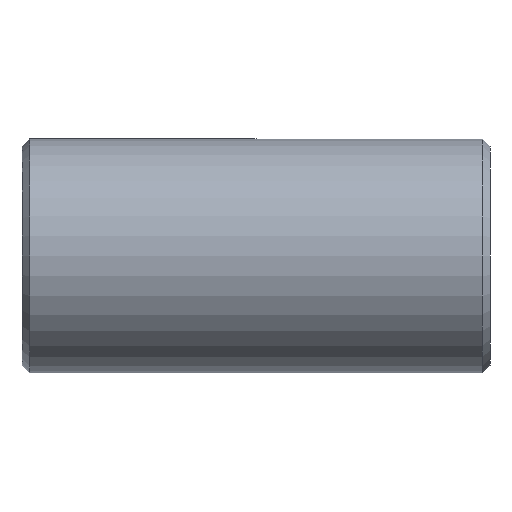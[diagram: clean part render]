
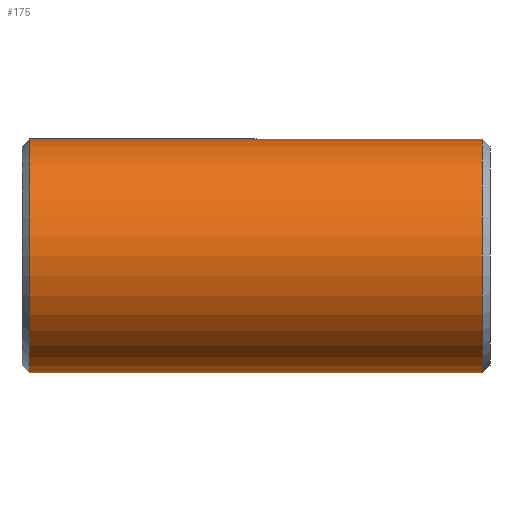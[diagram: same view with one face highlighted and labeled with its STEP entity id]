
A CAD part, left-side view. The second image highlights one B-rep face of the part: STEP entity #175.
In plain terms, the highlighted cylindrical face has radius 7.5 mm (diameter 15 mm), a partial arc.
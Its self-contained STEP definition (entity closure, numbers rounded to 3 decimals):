
#13 = VERTEX_POINT ( 'NONE', #139 ) ;
#17 = VERTEX_POINT ( 'NONE', #74 ) ;
#25 = VERTEX_POINT ( 'NONE', #95 ) ;
#26 = EDGE_CURVE ( 'NONE', #13, #31, #158, .T. ) ;
#31 = VERTEX_POINT ( 'NONE', #112 ) ;
#49 = EDGE_CURVE ( 'NONE', #17, #25, #242, .T. ) ;
#74 = CARTESIAN_POINT ( 'NONE',  ( 0., -14.5, 7.5 ) ) ;
#95 = CARTESIAN_POINT ( 'NONE',  ( 0., 14.5, 7.5 ) ) ;
#96 = ORIENTED_EDGE ( 'NONE', *, *, #189, .F. ) ;
#112 = CARTESIAN_POINT ( 'NONE',  ( 0., 14.5, -7.5 ) ) ;
#118 = EDGE_LOOP ( 'NONE', ( #119, #120, #188, #96 ) ) ;
#119 = ORIENTED_EDGE ( 'NONE', *, *, #26, .F. ) ;
#120 = ORIENTED_EDGE ( 'NONE', *, *, #121, .T. ) ;
#121 = EDGE_CURVE ( 'NONE', #13, #17, #297, .T. ) ;
#139 = CARTESIAN_POINT ( 'NONE',  ( 0., -14.5, -7.5 ) ) ;
#155 = DIRECTION ( 'NONE',  ( 0., 1., 0. ) ) ;
#156 = VECTOR ( 'NONE', #155, 1000. ) ;
#157 = CARTESIAN_POINT ( 'NONE',  ( 0., 20.182, -7.5 ) ) ;
#158 = LINE ( 'NONE', #157, #156 ) ;
#175 = ADVANCED_FACE ( 'NONE', ( #277 ), #333, .T. ) ;
#188 = ORIENTED_EDGE ( 'NONE', *, *, #49, .T. ) ;
#189 = EDGE_CURVE ( 'NONE', #31, #25, #356, .T. ) ;
#229 = DIRECTION ( 'NONE',  ( 0., 1., 0. ) ) ;
#230 = VECTOR ( 'NONE', #229, 1000. ) ;
#241 = CARTESIAN_POINT ( 'NONE',  ( 0., 20.182, 7.5 ) ) ;
#242 = LINE ( 'NONE', #241, #230 ) ;
#277 = FACE_OUTER_BOUND ( 'NONE', #118, .T. ) ;
#290 = DIRECTION ( 'NONE',  ( 0., 0., 1. ) ) ;
#291 = DIRECTION ( 'NONE',  ( 0., 1., 0. ) ) ;
#292 = AXIS2_PLACEMENT_3D ( 'NONE', #296, #291, #290 ) ;
#296 = CARTESIAN_POINT ( 'NONE',  ( 0., -14.5, 0. ) ) ;
#297 = CIRCLE ( 'NONE', #292, 7.5 ) ;
#327 = DIRECTION ( 'NONE',  ( 0., 0., 1. ) ) ;
#328 = DIRECTION ( 'NONE',  ( 0., 1., 0. ) ) ;
#329 = CARTESIAN_POINT ( 'NONE',  ( 0., 20.182, 0. ) ) ;
#330 = AXIS2_PLACEMENT_3D ( 'NONE', #329, #328, #327 ) ;
#333 = CYLINDRICAL_SURFACE ( 'NONE', #330, 7.5 ) ;
#356 = CIRCLE ( 'NONE', #360, 7.5 ) ;
#357 = DIRECTION ( 'NONE',  ( 0., 0., 1. ) ) ;
#358 = DIRECTION ( 'NONE',  ( 0., 1., 0. ) ) ;
#359 = CARTESIAN_POINT ( 'NONE',  ( 0., 14.5, 0. ) ) ;
#360 = AXIS2_PLACEMENT_3D ( 'NONE', #359, #358, #357 ) ;
